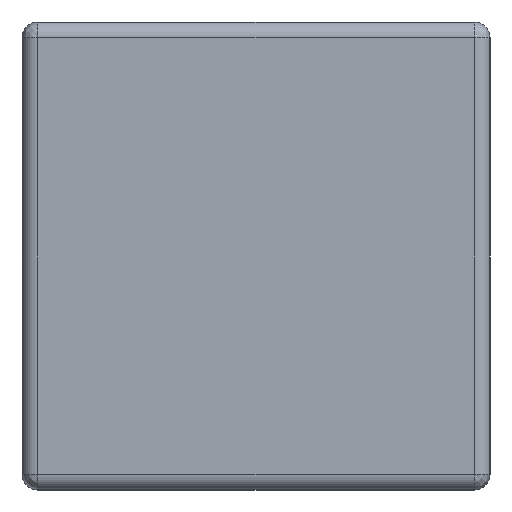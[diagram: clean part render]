
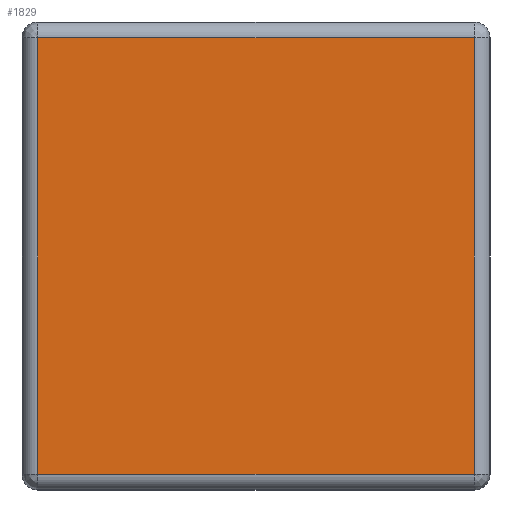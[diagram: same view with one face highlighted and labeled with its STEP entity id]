
A CAD part, left-side view. The second image highlights one B-rep face of the part: STEP entity #1829.
In plain terms, the highlighted planar face has unit normal (-1, 0, 0).
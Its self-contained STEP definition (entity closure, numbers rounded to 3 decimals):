
#26 = CARTESIAN_POINT ( 'NONE',  ( 0., 0.29, -0.29 ) ) ;
#33 = CARTESIAN_POINT ( 'NONE',  ( 0., 0.01, -0.01 ) ) ;
#34 = CARTESIAN_POINT ( 'NONE',  ( 0., 0.29, -0.01 ) ) ;
#60 = CARTESIAN_POINT ( 'NONE',  ( 0., 0.01, -0.29 ) ) ;
#119 = PLANE ( 'NONE',  #1321 ) ;
#120 = CARTESIAN_POINT ( 'NONE',  ( 0., 0.3, 0. ) ) ;
#121 = DIRECTION ( 'NONE',  ( 1., 0., 0. ) ) ;
#122 = DIRECTION ( 'NONE',  ( 0., 0., -1. ) ) ;
#427 = FACE_OUTER_BOUND ( 'NONE', #636, .T. ) ;
#521 = LINE ( 'NONE', #1114, #1900 ) ;
#539 = ORIENTED_EDGE ( 'NONE', *, *, #1871, .F. ) ;
#561 = ORIENTED_EDGE ( 'NONE', *, *, #1864, .F. ) ;
#565 = ORIENTED_EDGE ( 'NONE', *, *, #1868, .F. ) ;
#567 = ORIENTED_EDGE ( 'NONE', *, *, #1865, .F. ) ;
#636 = EDGE_LOOP ( 'NONE', ( #561, #567, #539, #565 ) ) ;
#910 = LINE ( 'NONE', #1107, #1903 ) ;
#922 = LINE ( 'NONE', #1090, #1910 ) ;
#923 = LINE ( 'NONE', #1092, #1909 ) ;
#1090 = CARTESIAN_POINT ( 'NONE',  ( 0., 0.3, -0.29 ) ) ;
#1091 = DIRECTION ( 'NONE',  ( 0., 1., 0. ) ) ;
#1092 = CARTESIAN_POINT ( 'NONE',  ( 0., 0.01, 0. ) ) ;
#1093 = DIRECTION ( 'NONE',  ( 0., 0., -1. ) ) ;
#1107 = CARTESIAN_POINT ( 'NONE',  ( 0., 0.29, -0.3 ) ) ;
#1108 = DIRECTION ( 'NONE',  ( 0., 0., 1. ) ) ;
#1114 = CARTESIAN_POINT ( 'NONE',  ( 0., 0.3, -0.01 ) ) ;
#1115 = DIRECTION ( 'NONE',  ( 0., -1., 0. ) ) ;
#1321 = AXIS2_PLACEMENT_3D ( 'NONE', #120, #121, #122 ) ;
#1506 = VERTEX_POINT ( 'NONE', #26 ) ;
#1513 = VERTEX_POINT ( 'NONE', #33 ) ;
#1514 = VERTEX_POINT ( 'NONE', #34 ) ;
#1541 = VERTEX_POINT ( 'NONE', #60 ) ;
#1829 = ADVANCED_FACE ( 'NONE', ( #427 ), #119, .F. ) ;
#1864 = EDGE_CURVE ( 'NONE', #1541, #1506, #922, .T. ) ;
#1865 = EDGE_CURVE ( 'NONE', #1513, #1541, #923, .T. ) ;
#1868 = EDGE_CURVE ( 'NONE', #1506, #1514, #910, .T. ) ;
#1871 = EDGE_CURVE ( 'NONE', #1514, #1513, #521, .T. ) ;
#1900 = VECTOR ( 'NONE', #1115, 1000. ) ;
#1903 = VECTOR ( 'NONE', #1108, 1000. ) ;
#1909 = VECTOR ( 'NONE', #1093, 1000. ) ;
#1910 = VECTOR ( 'NONE', #1091, 1000. ) ;
